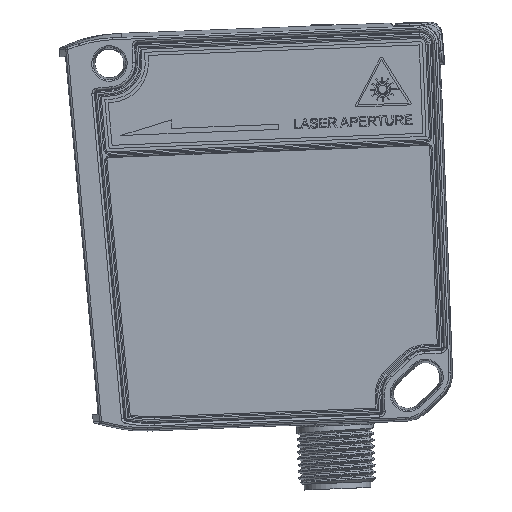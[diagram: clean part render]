
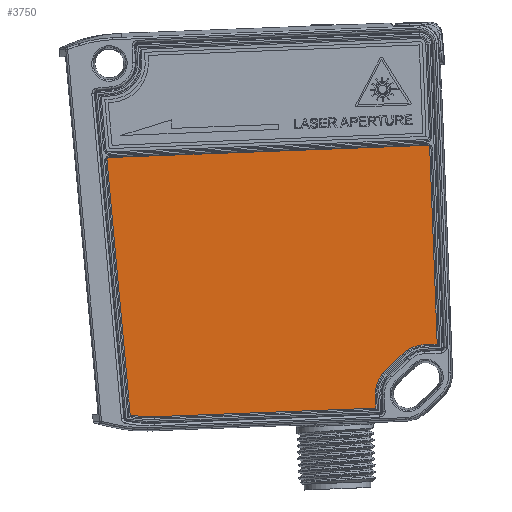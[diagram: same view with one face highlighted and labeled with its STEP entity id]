
A CAD part, left-side view. The second image highlights one B-rep face of the part: STEP entity #3750.
In plain terms, the highlighted planar face has unit normal (-1, 0, 0).
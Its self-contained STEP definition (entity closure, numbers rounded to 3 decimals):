
#507=B_SPLINE_CURVE_WITH_KNOTS('',3,(#20095,#20096,#20097,#20098,#20099,
#20100,#20101),.UNSPECIFIED.,.F.,.F.,(4,1,1,1,4),(0.,0.25,0.5,0.75,1.),.UNSPECIFIED.);
#1321=PLANE('',#14065);
#1634=FACE_OUTER_BOUND('',#4837,.T.);
#2252=LINE('',#20090,#2850);
#2253=LINE('',#20093,#2851);
#2254=LINE('',#20103,#2852);
#2255=LINE('',#20105,#2853);
#2256=LINE('',#20109,#2854);
#2257=LINE('',#20113,#2855);
#2258=LINE('',#20115,#2856);
#2850=VECTOR('',#15652,1.);
#2851=VECTOR('',#15653,1.);
#2852=VECTOR('',#15654,1.);
#2853=VECTOR('',#15655,1.);
#2854=VECTOR('',#15658,1.);
#2855=VECTOR('',#15661,1.);
#2856=VECTOR('',#15662,1.);
#3750=ADVANCED_FACE('',(#1634),#1321,.F.);
#4837=EDGE_LOOP('',(#6244,#6245,#6246,#6247,#6248,#6249,#6250,#6251,#6252,
#6253));
#6244=ORIENTED_EDGE('',*,*,#11430,.F.);
#6245=ORIENTED_EDGE('',*,*,#11431,.F.);
#6246=ORIENTED_EDGE('',*,*,#11432,.F.);
#6247=ORIENTED_EDGE('',*,*,#11433,.F.);
#6248=ORIENTED_EDGE('',*,*,#11434,.F.);
#6249=ORIENTED_EDGE('',*,*,#11435,.F.);
#6250=ORIENTED_EDGE('',*,*,#11436,.F.);
#6251=ORIENTED_EDGE('',*,*,#11437,.F.);
#6252=ORIENTED_EDGE('',*,*,#11438,.F.);
#6253=ORIENTED_EDGE('',*,*,#11439,.F.);
#9761=VERTEX_POINT('',#20091);
#9762=VERTEX_POINT('',#20092);
#9763=VERTEX_POINT('',#20094);
#9764=VERTEX_POINT('',#20102);
#9765=VERTEX_POINT('',#20104);
#9766=VERTEX_POINT('',#20106);
#9767=VERTEX_POINT('',#20108);
#9768=VERTEX_POINT('',#20110);
#9769=VERTEX_POINT('',#20112);
#9770=VERTEX_POINT('',#20114);
#11430=EDGE_CURVE('',#9761,#9762,#2252,.T.);
#11431=EDGE_CURVE('',#9763,#9761,#2253,.T.);
#11432=EDGE_CURVE('',#9764,#9763,#507,.T.);
#11433=EDGE_CURVE('',#9765,#9764,#2254,.T.);
#11434=EDGE_CURVE('',#9766,#9765,#2255,.T.);
#11435=EDGE_CURVE('',#9767,#9766,#13400,.T.);
#11436=EDGE_CURVE('',#9768,#9767,#2256,.T.);
#11437=EDGE_CURVE('',#9769,#9768,#13401,.T.);
#11438=EDGE_CURVE('',#9770,#9769,#2257,.T.);
#11439=EDGE_CURVE('',#9762,#9770,#2258,.T.);
#13400=CIRCLE('',#14063,5.071);
#13401=CIRCLE('',#14064,5.071);
#14063=AXIS2_PLACEMENT_3D('',#20107,#15656,#15657);
#14064=AXIS2_PLACEMENT_3D('',#20111,#15659,#15660);
#14065=AXIS2_PLACEMENT_3D('',#20116,#15663,#15664);
#15652=DIRECTION('',(0.,-0.999,0.038));
#15653=DIRECTION('',(0.,0.091,0.996));
#15654=DIRECTION('',(0.,0.999,-0.038));
#15655=DIRECTION('',(0.,-0.038,-0.999));
#15656=DIRECTION('',(-1.,0.,0.));
#15657=DIRECTION('',(0.,0.038,0.999));
#15658=DIRECTION('',(0.,0.724,-0.69));
#15659=DIRECTION('',(-1.,0.,0.));
#15660=DIRECTION('',(0.,0.038,0.999));
#15661=DIRECTION('',(0.,0.999,-0.038));
#15662=DIRECTION('',(0.,-0.038,-0.999));
#15663=DIRECTION('',(1.,0.,0.));
#15664=DIRECTION('',(0.,-0.999,0.038));
#20090=CARTESIAN_POINT('',(-3.2,47.754,202.59));
#20091=CARTESIAN_POINT('',(-3.2,47.754,202.59));
#20092=CARTESIAN_POINT('',(-3.2,-2.61,204.525));
#20093=CARTESIAN_POINT('',(-3.2,44.099,162.434));
#20094=CARTESIAN_POINT('',(-3.2,44.099,162.434));
#20095=CARTESIAN_POINT('',(-3.2,40.281,162.174));
#20096=CARTESIAN_POINT('',(-3.2,40.6,162.162));
#20097=CARTESIAN_POINT('',(-3.2,41.24,162.154));
#20098=CARTESIAN_POINT('',(-3.2,42.198,162.193));
#20099=CARTESIAN_POINT('',(-3.2,43.152,162.283));
#20100=CARTESIAN_POINT('',(-3.2,43.785,162.378));
#20101=CARTESIAN_POINT('',(-3.2,44.099,162.434));
#20102=CARTESIAN_POINT('',(-3.2,40.281,162.174));
#20103=CARTESIAN_POINT('',(-3.2,5.769,163.5));
#20104=CARTESIAN_POINT('',(-3.2,5.769,163.5));
#20105=CARTESIAN_POINT('',(-3.2,5.847,165.527));
#20106=CARTESIAN_POINT('',(-3.2,5.847,165.527));
#20107=CARTESIAN_POINT('',(-3.2,0.78,165.722));
#20108=CARTESIAN_POINT('',(-3.2,4.28,169.391));
#20109=CARTESIAN_POINT('',(-3.2,1.531,172.014));
#20110=CARTESIAN_POINT('',(-3.2,1.531,172.014));
#20111=CARTESIAN_POINT('',(-3.2,-1.969,168.345));
#20112=CARTESIAN_POINT('',(-3.2,-1.775,173.412));
#20113=CARTESIAN_POINT('',(-3.2,-3.802,173.49));
#20114=CARTESIAN_POINT('',(-3.2,-3.802,173.49));
#20115=CARTESIAN_POINT('',(-3.2,-2.61,204.525));
#20116=CARTESIAN_POINT('',(-3.2,-32.724,225.543));
